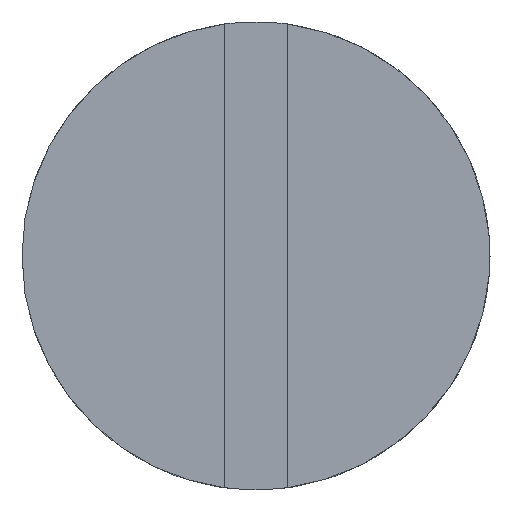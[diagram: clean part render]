
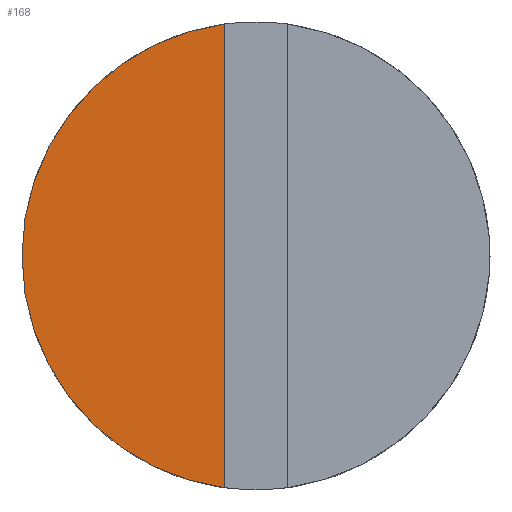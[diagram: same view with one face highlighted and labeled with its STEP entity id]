
A CAD part, top view. The second image highlights one B-rep face of the part: STEP entity #168.
In plain terms, the highlighted planar face has unit normal (0, 0, 1).
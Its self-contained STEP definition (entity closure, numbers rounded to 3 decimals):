
#22=PLANE('',#208);
#32=FACE_OUTER_BOUND('',#44,.T.);
#44=EDGE_LOOP('',(#139,#140,#141));
#55=LINE('',#298,#66);
#66=VECTOR('',#244,10.);
#77=CIRCLE('',#209,6.);
#78=CIRCLE('',#210,6.);
#89=VERTEX_POINT('',#296);
#90=VERTEX_POINT('',#297);
#93=VERTEX_POINT('',#308);
#105=EDGE_CURVE('',#89,#90,#55,.T.);
#111=EDGE_CURVE('',#90,#93,#77,.T.);
#112=EDGE_CURVE('',#93,#89,#78,.T.);
#139=ORIENTED_EDGE('',*,*,#105,.T.);
#140=ORIENTED_EDGE('',*,*,#111,.T.);
#141=ORIENTED_EDGE('',*,*,#112,.T.);
#168=ADVANCED_FACE('',(#32),#22,.T.);
#208=AXIS2_PLACEMENT_3D('',#307,#254,#255);
#209=AXIS2_PLACEMENT_3D('',#309,#256,#257);
#210=AXIS2_PLACEMENT_3D('',#310,#258,#259);
#244=DIRECTION('',(0.,1.,0.));
#254=DIRECTION('center_axis',(0.,0.,1.));
#255=DIRECTION('ref_axis',(1.,0.,0.));
#256=DIRECTION('center_axis',(0.,0.,1.));
#257=DIRECTION('ref_axis',(1.,0.,0.));
#258=DIRECTION('center_axis',(0.,0.,1.));
#259=DIRECTION('ref_axis',(1.,0.,0.));
#296=CARTESIAN_POINT('',(-0.8,-5.946,2.));
#297=CARTESIAN_POINT('',(-0.8,5.946,2.));
#298=CARTESIAN_POINT('',(-0.8,2.973,2.));
#307=CARTESIAN_POINT('Origin',(0.,0.,2.));
#308=CARTESIAN_POINT('',(-6.,0.,2.));
#309=CARTESIAN_POINT('Origin',(0.,0.,2.));
#310=CARTESIAN_POINT('Origin',(0.,0.,2.));
